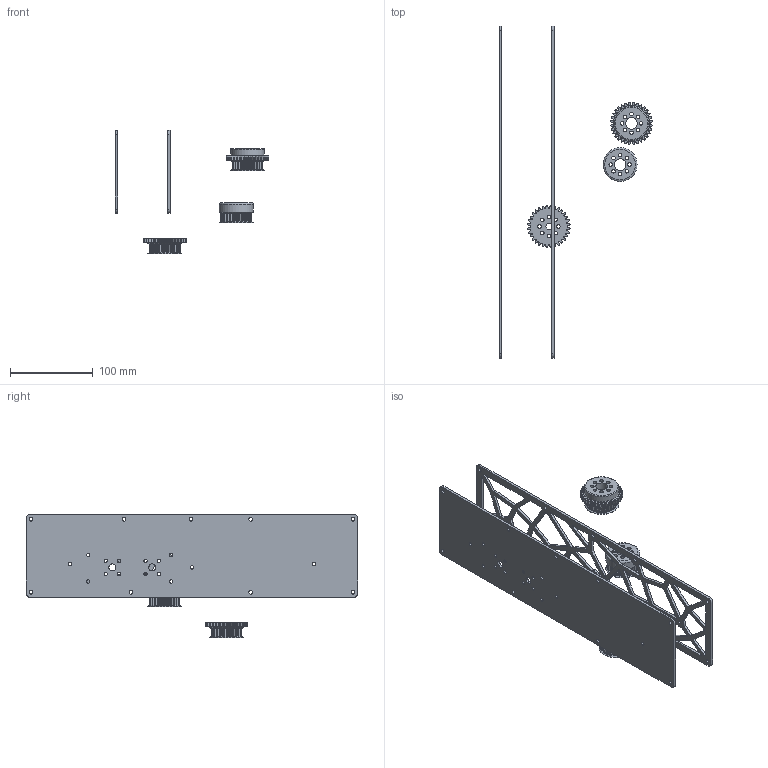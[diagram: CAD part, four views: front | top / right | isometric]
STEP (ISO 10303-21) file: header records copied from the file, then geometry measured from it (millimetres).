
FILE_DESCRIPTION(/* description */ ('STEP AP242','CAx-IF Rec.Pracs.---Representation and Presentation of Product Manufacturing Information (PMI)---4.0---2014-10-13','CAx-IF Rec.Pracs.---3D Tessellated Geometry---0.4---2014-09-14','2;1'),/* implementation_level */ '2;1');
FILE_NAME(/* name */ '667cdf0d471b733791343345',/* time_stamp */ '2024-06-27T03:39:59Z',/* author */ (''),/* organization */ (''),/* preprocessor_version */ 'ST-DEVELOPER v20',/* originating_system */ ' ',/* authorisation */ ' ');
FILE_SCHEMA (('AP242_MANAGED_MODEL_BASED_3D_ENGINEERING_MIM_LF { 1 0 10303 442 1 1 4 }'));
Length unit declared in the file: metre
Products named in the file (6): hour2parts; 32T Spur Gear + Pulley; Inner; Outer; Omni Wheel Gear; Rhino Wheel Gear
Assembly tree (5 placements, depth 2):
  hour2parts
    32T Spur Gear + Pulley
    Inner
    Outer
    Omni Wheel Gear
    Rhino Wheel Gear
Bounding box: 184.68 x 400 x 148.74 mm (x, y, z)
Volume: 233444.9 mm3; surface area: 163241.2 mm2
Topology: 5 solids, 5 shells, 1305 faces, 3835 edges, 2564 vertices
Faces by surface type: cylinder 930, plane 238, bspline 128, cone 6, torus 3
Full cylindrical faces by diameter (mm): 4 x18, 4.3 x24, 4.5 x18, 8.5 x2, 14 x2, 14.2 x1, 15 x2, 40.91 x7
Entity records: 48544 total; most frequent: CARTESIAN_POINT 12813, DIRECTION 7700, ORIENTED_EDGE 7442, EDGE_CURVE 3721, AXIS2_PLACEMENT_3D 3052, VERTEX_POINT 2533, CIRCLE 1869, EDGE_LOOP 1604
